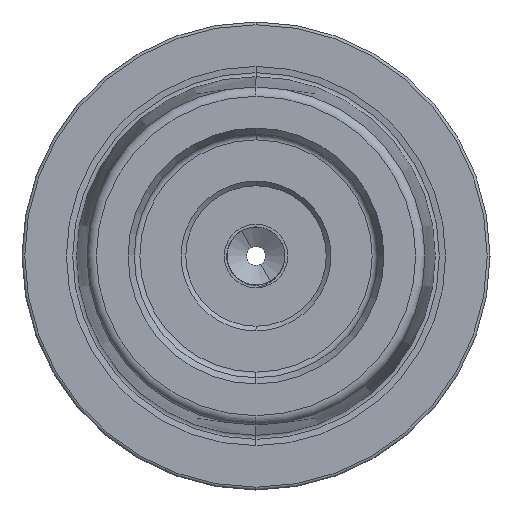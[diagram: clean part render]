
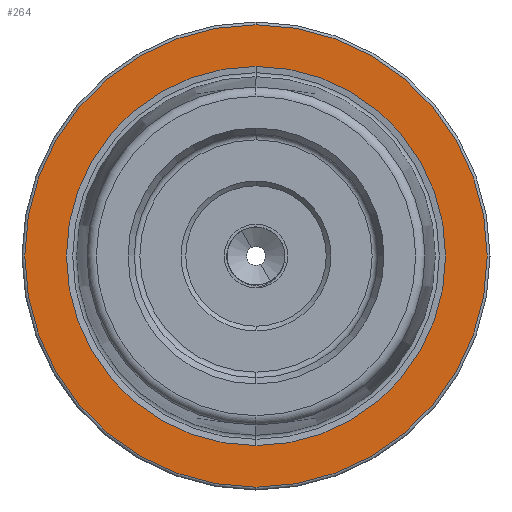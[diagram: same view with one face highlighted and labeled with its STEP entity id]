
A CAD part, left-side view. The second image highlights one B-rep face of the part: STEP entity #264.
In plain terms, the highlighted planar face has unit normal (-1, 0, 0).
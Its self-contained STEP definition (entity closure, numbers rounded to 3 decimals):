
#264 = ADVANCED_FACE ( 'NONE', ( #10036, #10034 ), #10033, .F. ) ;
#655 = EDGE_LOOP ( 'NONE', ( #15138, #15137 ) ) ;
#674 = EDGE_LOOP ( 'NONE', ( #15136, #15135 ) ) ;
#1070 = VERTEX_POINT ( 'NONE', #9848 ) ;
#1072 = VERTEX_POINT ( 'NONE', #9846 ) ;
#1079 = VERTEX_POINT ( 'NONE', #9839 ) ;
#4541 = CIRCLE ( 'NONE', #4544, 20.258 ) ;
#4542 = CIRCLE ( 'NONE', #4546, 24.7 ) ;
#4544 = AXIS2_PLACEMENT_3D ( 'NONE', #7234, #7231, #7229 ) ;
#4546 = AXIS2_PLACEMENT_3D ( 'NONE', #7224, #7221, #7218 ) ;
#6275 = CARTESIAN_POINT ( 'NONE',  ( 0., 0., 0. ) ) ;
#6277 = DIRECTION ( 'NONE',  ( -1., 0., 0. ) ) ;
#6279 = DIRECTION ( 'NONE',  ( 0., 0., 1. ) ) ;
#6283 = CARTESIAN_POINT ( 'NONE',  ( 0., 0., 0. ) ) ;
#6285 = DIRECTION ( 'NONE',  ( -1., 0., 0. ) ) ;
#6287 = DIRECTION ( 'NONE',  ( 0., 0., 1. ) ) ;
#7218 = DIRECTION ( 'NONE',  ( 0., 0., 1. ) ) ;
#7221 = DIRECTION ( 'NONE',  ( -1., 0., 0. ) ) ;
#7224 = CARTESIAN_POINT ( 'NONE',  ( 0., 0., 0. ) ) ;
#7229 = DIRECTION ( 'NONE',  ( 0., 0., 1. ) ) ;
#7231 = DIRECTION ( 'NONE',  ( -1., 0., 0. ) ) ;
#7234 = CARTESIAN_POINT ( 'NONE',  ( 0., 0., 0. ) ) ;
#8850 = EDGE_CURVE ( 'NONE', #1079, #1072, #4541, .T. ) ;
#8851 = EDGE_CURVE ( 'NONE', #1070, #14770, #4542, .T. ) ;
#9839 = CARTESIAN_POINT ( 'NONE',  ( 0., 0., -20.258 ) ) ;
#9846 = CARTESIAN_POINT ( 'NONE',  ( 0., 0., 20.258 ) ) ;
#9848 = CARTESIAN_POINT ( 'NONE',  ( 0., 0., 24.7 ) ) ;
#10031 = DIRECTION ( 'NONE',  ( 0., 0., -1. ) ) ;
#10033 = PLANE ( 'NONE',  #15390 ) ;
#10034 = FACE_OUTER_BOUND ( 'NONE', #674, .T. ) ;
#10036 = FACE_BOUND ( 'NONE', #655, .T. ) ;
#10037 = CARTESIAN_POINT ( 'NONE',  ( 0., 24.7, 0. ) ) ;
#10039 = DIRECTION ( 'NONE',  ( 1., 0., 0. ) ) ;
#10772 = CIRCLE ( 'NONE', #10775, 24.7 ) ;
#10774 = CIRCLE ( 'NONE', #10777, 20.258 ) ;
#10775 = AXIS2_PLACEMENT_3D ( 'NONE', #6275, #6277, #6279 ) ;
#10777 = AXIS2_PLACEMENT_3D ( 'NONE', #6283, #6285, #6287 ) ;
#12494 = EDGE_CURVE ( 'NONE', #14770, #1070, #10772, .T. ) ;
#12495 = EDGE_CURVE ( 'NONE', #1072, #1079, #10774, .T. ) ;
#14770 = VERTEX_POINT ( 'NONE', #16004 ) ;
#15135 = ORIENTED_EDGE ( 'NONE', *, *, #12494, .T. ) ;
#15136 = ORIENTED_EDGE ( 'NONE', *, *, #8851, .T. ) ;
#15137 = ORIENTED_EDGE ( 'NONE', *, *, #8850, .F. ) ;
#15138 = ORIENTED_EDGE ( 'NONE', *, *, #12495, .F. ) ;
#15390 = AXIS2_PLACEMENT_3D ( 'NONE', #10037, #10039, #10031 ) ;
#16004 = CARTESIAN_POINT ( 'NONE',  ( 0., 0., -24.7 ) ) ;
